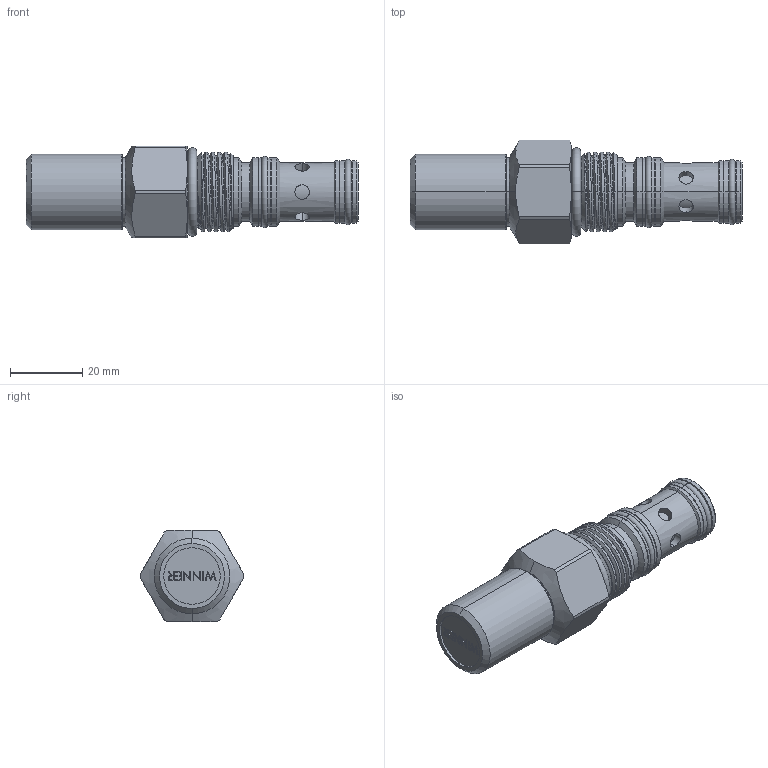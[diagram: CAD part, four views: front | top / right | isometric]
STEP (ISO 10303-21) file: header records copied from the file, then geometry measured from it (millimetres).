
FILE_DESCRIPTION (( 'STEP AP203' ), '1' );
FILE_NAME ('CB10WC3D-CA.STEP', '2024-05-21T07:24:24', ( '' ), ( '' ), 'SwSTEP 2.0', 'SolidWorks 2018', '' );
FILE_SCHEMA (( 'CONFIG_CONTROL_DESIGN' ));
Length unit declared in the file: millimetre
Products named in the file (1): CB10WC3D-CA
Bounding box: 92.1 x 28.8 x 25.4 mm (x, y, z)
Volume: 31216.6 mm3; surface area: 8677.3 mm2
Topology: 1 solids, 1 shells, 241 faces, 585 edges, 378 vertices
Faces by surface type: plane 94, cylinder 93, cone 38, torus 8, bspline 8
Entity records: 11545 total; most frequent: CARTESIAN_POINT 5878, ORIENTED_EDGE 1170, DIRECTION 1130, EDGE_CURVE 585, AXIS2_PLACEMENT_3D 417, VERTEX_POINT 378, VECTOR 296, LINE 296
